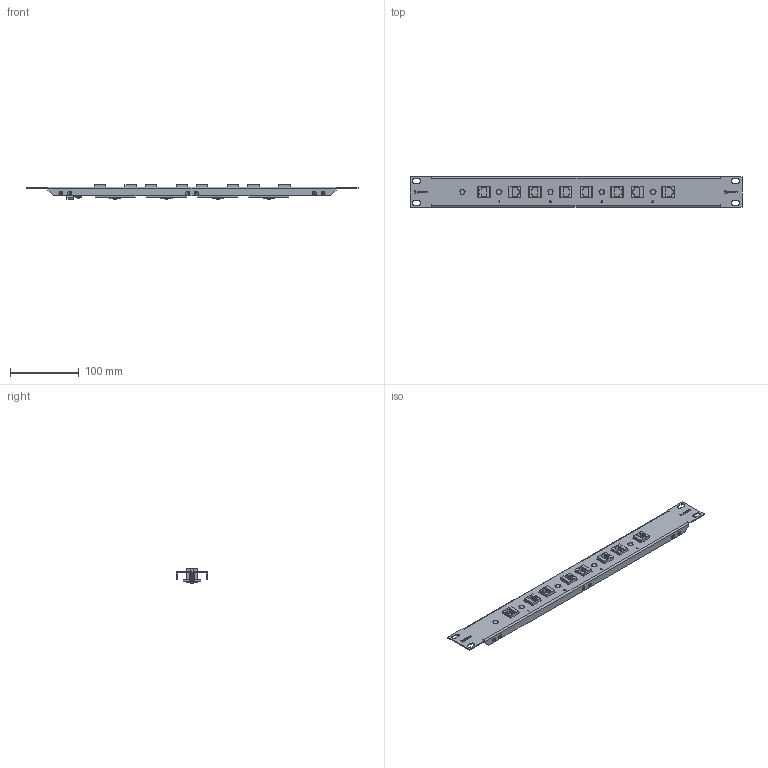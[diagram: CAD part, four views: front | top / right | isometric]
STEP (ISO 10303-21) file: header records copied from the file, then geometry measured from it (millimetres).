
FILE_DESCRIPTION (( 'STEP AP214' ), '1' );
FILE_NAME ('RMSP-CAT5S-4.STEP', '2014-05-21T18:12:19', ( 'L-Com' ), ( 'L-Com Global Connectivity' ), 'SwSTEP 2.0', 'SolidWorks 2014', '' );
FILE_SCHEMA (( 'AUTOMOTIVE_DESIGN' ));
Length unit declared in the file: inch
Products named in the file (8): 1AJ02-063; 1AJ03-012; XCT-0012; 1AP15-007; RMSP-CAT5S-4; 1AW03-020_With Actual Text; BSO-832-16; HYP284 Rev-1
Assembly tree (22 placements, depth 2):
  RMSP-CAT5S-4
    1AP15-007
    XCT-0012
    1AJ03-012  x5
    1AJ02-063  x5
    HYP284 Rev-1  x4
    BSO-832-16  x5
    1AW03-020_With Actual Text
Bounding box: 482.6 x 43.94 x 21.51 mm (x, y, z)
Volume: 80030.2 mm3; surface area: 91125 mm2
Topology: 22 solids, 22 shells, 2746 faces, 6997 edges, 4521 vertices
Faces by surface type: plane 1508, bspline 493, cone 346, cylinder 326, torus 69, sphere 4
Entity records: 93088 total; most frequent: CARTESIAN_POINT 33389, ORIENTED_EDGE 9274, DIRECTION 6635, EDGE_CURVE 4637, LINE 3213, VECTOR 3213, VERTEX_POINT 3045, EDGE_LOOP 1984
